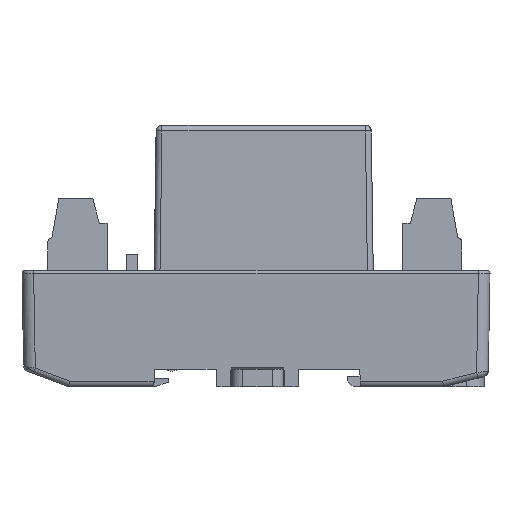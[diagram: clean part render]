
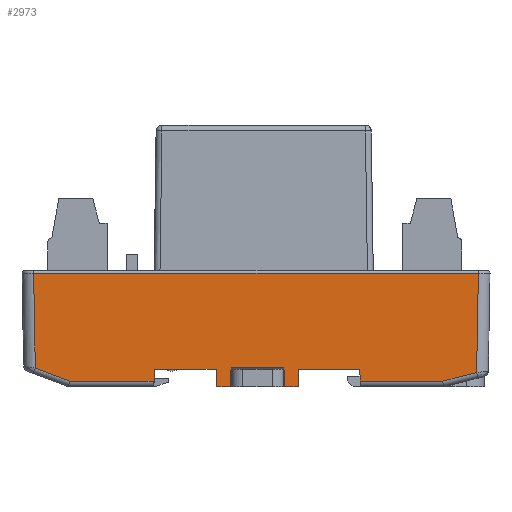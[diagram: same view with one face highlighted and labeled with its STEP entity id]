
A CAD part, left-side view. The second image highlights one B-rep face of the part: STEP entity #2973.
In plain terms, the highlighted planar face has unit normal (-1, 0, -0.018).
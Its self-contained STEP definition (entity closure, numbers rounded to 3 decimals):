
#2026=FACE_OUTER_BOUND('',#5353,.T.);
#2973=ADVANCED_FACE('',(#2026),#3993,.T.);
#3993=PLANE('',#19809);
#5353=EDGE_LOOP('',(#7027,#7028,#7029,#7030,#7031,#7032,#7033,#7034,#7035,
#7036,#7037,#7038,#7039,#7040,#7041,#7042,#7043,#7044,#7045,#7046));
#7027=ORIENTED_EDGE('',*,*,#13770,.T.);
#7028=ORIENTED_EDGE('',*,*,#13771,.T.);
#7029=ORIENTED_EDGE('',*,*,#13767,.T.);
#7030=ORIENTED_EDGE('',*,*,#13772,.T.);
#7031=ORIENTED_EDGE('',*,*,#13773,.T.);
#7032=ORIENTED_EDGE('',*,*,#13774,.F.);
#7033=ORIENTED_EDGE('',*,*,#13775,.F.);
#7034=ORIENTED_EDGE('',*,*,#13776,.F.);
#7035=ORIENTED_EDGE('',*,*,#13777,.F.);
#7036=ORIENTED_EDGE('',*,*,#13778,.T.);
#7037=ORIENTED_EDGE('',*,*,#13779,.T.);
#7038=ORIENTED_EDGE('',*,*,#13780,.F.);
#7039=ORIENTED_EDGE('',*,*,#13781,.T.);
#7040=ORIENTED_EDGE('',*,*,#13782,.T.);
#7041=ORIENTED_EDGE('',*,*,#13783,.F.);
#7042=ORIENTED_EDGE('',*,*,#13784,.T.);
#7043=ORIENTED_EDGE('',*,*,#13785,.F.);
#7044=ORIENTED_EDGE('',*,*,#13786,.F.);
#7045=ORIENTED_EDGE('',*,*,#13787,.T.);
#7046=ORIENTED_EDGE('',*,*,#13788,.T.);
#11987=VERTEX_POINT('',#26862);
#11988=VERTEX_POINT('',#26863);
#11989=VERTEX_POINT('',#26878);
#11990=VERTEX_POINT('',#26879);
#11991=VERTEX_POINT('',#26882);
#11992=VERTEX_POINT('',#26884);
#11993=VERTEX_POINT('',#26886);
#11994=VERTEX_POINT('',#26888);
#11995=VERTEX_POINT('',#26890);
#11996=VERTEX_POINT('',#26892);
#11997=VERTEX_POINT('',#26894);
#11998=VERTEX_POINT('',#26896);
#11999=VERTEX_POINT('',#26898);
#12000=VERTEX_POINT('',#26900);
#12001=VERTEX_POINT('',#26902);
#12002=VERTEX_POINT('',#26904);
#12003=VERTEX_POINT('',#26906);
#12004=VERTEX_POINT('',#26908);
#12005=VERTEX_POINT('',#26910);
#12006=VERTEX_POINT('',#26912);
#13767=EDGE_CURVE('',#11987,#11988,#16279,.T.);
#13770=EDGE_CURVE('',#11989,#11990,#16280,.T.);
#13771=EDGE_CURVE('',#11990,#11987,#16281,.T.);
#13772=EDGE_CURVE('',#11988,#11991,#16282,.T.);
#13773=EDGE_CURVE('',#11991,#11992,#16283,.T.);
#13774=EDGE_CURVE('',#11993,#11992,#16284,.T.);
#13775=EDGE_CURVE('',#11994,#11993,#16285,.T.);
#13776=EDGE_CURVE('',#11995,#11994,#16286,.T.);
#13777=EDGE_CURVE('',#11996,#11995,#16287,.T.);
#13778=EDGE_CURVE('',#11996,#11997,#16288,.T.);
#13779=EDGE_CURVE('',#11997,#11998,#16289,.T.);
#13780=EDGE_CURVE('',#11999,#11998,#16290,.T.);
#13781=EDGE_CURVE('',#11999,#12000,#16291,.T.);
#13782=EDGE_CURVE('',#12000,#12001,#16292,.T.);
#13783=EDGE_CURVE('',#12002,#12001,#16293,.T.);
#13784=EDGE_CURVE('',#12002,#12003,#16294,.T.);
#13785=EDGE_CURVE('',#12004,#12003,#16295,.T.);
#13786=EDGE_CURVE('',#12005,#12004,#16296,.T.);
#13787=EDGE_CURVE('',#12005,#12006,#16297,.T.);
#13788=EDGE_CURVE('',#12006,#11989,#16298,.T.);
#16279=LINE('',#26861,#18147);
#16280=LINE('',#26877,#18148);
#16281=LINE('',#26880,#18149);
#16282=LINE('',#26881,#18150);
#16283=LINE('',#26883,#18151);
#16284=LINE('',#26885,#18152);
#16285=LINE('',#26887,#18153);
#16286=LINE('',#26889,#18154);
#16287=LINE('',#26891,#18155);
#16288=LINE('',#26893,#18156);
#16289=LINE('',#26895,#18157);
#16290=LINE('',#26897,#18158);
#16291=LINE('',#26899,#18159);
#16292=LINE('',#26901,#18160);
#16293=LINE('',#26903,#18161);
#16294=LINE('',#26905,#18162);
#16295=LINE('',#26907,#18163);
#16296=LINE('',#26909,#18164);
#16297=LINE('',#26911,#18165);
#16298=LINE('',#26913,#18166);
#18147=VECTOR('',#21695,1.);
#18148=VECTOR('',#21698,1.);
#18149=VECTOR('',#21699,1.);
#18150=VECTOR('',#21700,1.);
#18151=VECTOR('',#21701,1.);
#18152=VECTOR('',#21702,1.);
#18153=VECTOR('',#21703,1.);
#18154=VECTOR('',#21704,1.);
#18155=VECTOR('',#21705,1.);
#18156=VECTOR('',#21706,1.);
#18157=VECTOR('',#21707,1.);
#18158=VECTOR('',#21708,1.);
#18159=VECTOR('',#21709,1.);
#18160=VECTOR('',#21710,1.);
#18161=VECTOR('',#21711,1.);
#18162=VECTOR('',#21712,1.);
#18163=VECTOR('',#21713,1.);
#18164=VECTOR('',#21714,1.);
#18165=VECTOR('',#21715,1.);
#18166=VECTOR('',#21716,1.);
#19809=AXIS2_PLACEMENT_3D('',#26914,#21717,#21718);
#21695=DIRECTION('',(0.017,-0.017,-1.));
#21698=DIRECTION('',(-0.017,-0.017,1.));
#21699=DIRECTION('',(0.,1.,0.));
#21700=DIRECTION('',(0.006,-0.936,-0.351));
#21701=DIRECTION('',(0.,-1.,0.));
#21702=DIRECTION('',(0.017,0.017,-1.));
#21703=DIRECTION('',(0.,1.,0.));
#21704=DIRECTION('',(-0.017,0.035,0.999));
#21705=DIRECTION('',(0.,1.,0.));
#21706=DIRECTION('',(-0.017,-0.035,0.999));
#21707=DIRECTION('',(-0.017,0.,1.));
#21708=DIRECTION('',(0.,1.,0.));
#21709=DIRECTION('',(0.017,0.,-1.));
#21710=DIRECTION('',(0.017,-0.035,-0.999));
#21711=DIRECTION('',(0.,1.,0.));
#21712=DIRECTION('',(-0.017,-0.035,0.999));
#21713=DIRECTION('',(0.,1.,0.));
#21714=DIRECTION('',(-0.017,0.017,1.));
#21715=DIRECTION('',(0.,-1.,0.));
#21716=DIRECTION('',(-0.004,-0.97,0.243));
#21717=DIRECTION('',(-1.,0.,-0.017));
#21718=DIRECTION('',(0.017,0.,-1.));
#26861=CARTESIAN_POINT('',(-61.284,-74.118,9.792));
#26862=CARTESIAN_POINT('',(-61.287,-74.115,9.947));
#26863=CARTESIAN_POINT('',(-61.002,-74.399,-6.354));
#26877=CARTESIAN_POINT('',(-61.296,-150.525,10.491));
#26878=CARTESIAN_POINT('',(-60.989,-150.218,-7.107));
#26879=CARTESIAN_POINT('',(-61.287,-150.516,9.947));
#26880=CARTESIAN_POINT('',(-61.287,-74.106,9.947));
#26881=CARTESIAN_POINT('',(-60.821,-102.111,-16.745));
#26882=CARTESIAN_POINT('',(-60.964,-80.288,-8.562));
#26883=CARTESIAN_POINT('',(-60.964,-112.315,-8.562));
#26884=CARTESIAN_POINT('',(-60.964,-94.798,-8.562));
#26885=CARTESIAN_POINT('',(-61.301,-95.135,10.758));
#26886=CARTESIAN_POINT('',(-60.999,-94.833,-6.544));
#26887=CARTESIAN_POINT('',(-60.999,-112.315,-6.544));
#26888=CARTESIAN_POINT('',(-60.999,-105.469,-6.544));
#26889=CARTESIAN_POINT('',(-61.291,-104.884,10.199));
#26890=CARTESIAN_POINT('',(-60.947,-105.574,-9.544));
#26891=CARTESIAN_POINT('',(-60.947,-112.574,-9.544));
#26892=CARTESIAN_POINT('',(-60.947,-107.919,-9.544));
#26893=CARTESIAN_POINT('',(-61.298,-108.622,10.587));
#26894=CARTESIAN_POINT('',(-60.999,-108.024,-6.544));
#26895=CARTESIAN_POINT('',(-61.296,-108.024,10.458));
#26896=CARTESIAN_POINT('',(-61.004,-108.024,-6.26));
#26897=CARTESIAN_POINT('',(-61.004,96.872,-6.26));
#26898=CARTESIAN_POINT('',(-61.004,-117.124,-6.26));
#26899=CARTESIAN_POINT('',(-61.296,-117.124,10.458));
#26900=CARTESIAN_POINT('',(-60.999,-117.124,-6.544));
#26901=CARTESIAN_POINT('',(-61.298,-116.525,10.605));
#26902=CARTESIAN_POINT('',(-60.947,-117.228,-9.544));
#26903=CARTESIAN_POINT('',(-60.947,-112.574,-9.544));
#26904=CARTESIAN_POINT('',(-60.947,-119.574,-9.544));
#26905=CARTESIAN_POINT('',(-60.944,-119.568,-9.719));
#26906=CARTESIAN_POINT('',(-60.999,-119.678,-6.544));
#26907=CARTESIAN_POINT('',(-60.999,-112.315,-6.544));
#26908=CARTESIAN_POINT('',(-60.999,-130.164,-6.544));
#26909=CARTESIAN_POINT('',(-60.988,-130.175,-7.173));
#26910=CARTESIAN_POINT('',(-60.964,-130.2,-8.562));
#26911=CARTESIAN_POINT('',(-60.964,-112.315,-8.562));
#26912=CARTESIAN_POINT('',(-60.964,-144.401,-8.562));
#26913=CARTESIAN_POINT('',(-60.851,-118.68,-14.992));
#26914=CARTESIAN_POINT('',(-61.296,-112.315,10.458));
